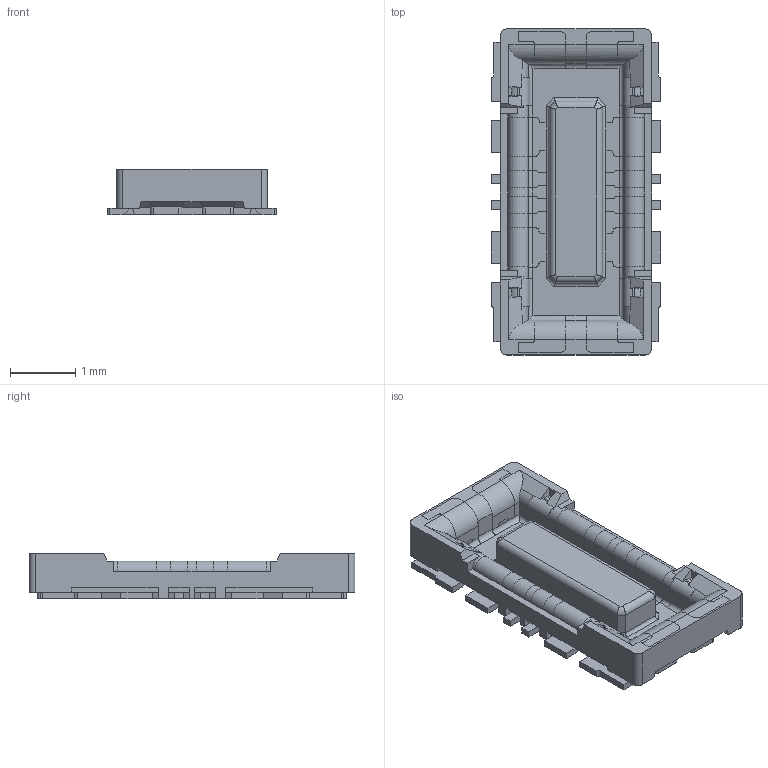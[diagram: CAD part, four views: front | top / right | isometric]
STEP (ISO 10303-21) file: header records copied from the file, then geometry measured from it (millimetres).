
FILE_DESCRIPTION(('Creo Elements/Direct Modeling STEP Export'),'2;1');
FILE_NAME('BM25-4S.stp','2015-05-28T 8:20:20',(''),(''),'Creo Elements/Direct Modeling STEP processor for AP214 (Solid Model)','Creo Elements/Direct Modeling 18.1E 22-Nov-2013 (C) Parametric Technology GmbH','');
FILE_SCHEMA(('AUTOMOTIVE_DESIGN { 1 0 10303 214 1 1 1 1 }'));
Length unit declared in the file: millimetre
Products named in the file (1): BM25-4S
Bounding box: 2.6 x 5 x 0.7 mm (x, y, z)
Volume: 5 mm3; surface area: 43.9 mm2
Topology: 1 solids, 1 shells, 433 faces, 1284 edges, 861 vertices
Faces by surface type: plane 321, cylinder 108, bspline 4
Entity records: 18040 total; most frequent: CARTESIAN_POINT 2927, ORIENTED_EDGE 2568, DIRECTION 2246, EDGE_CURVE 1284, VECTOR 1042, LINE 1042, VERTEX_POINT 861, AXIS2_PLACEMENT_3D 602
